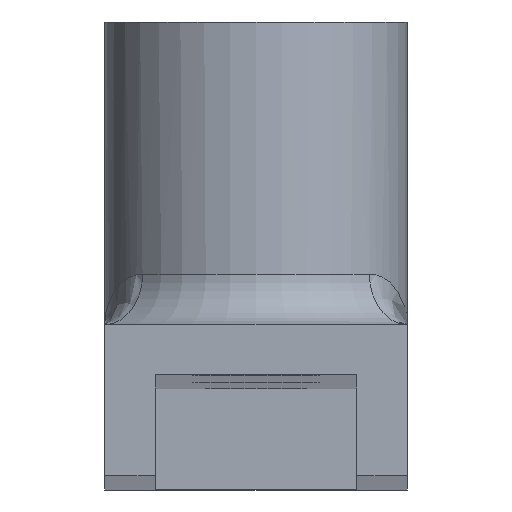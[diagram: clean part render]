
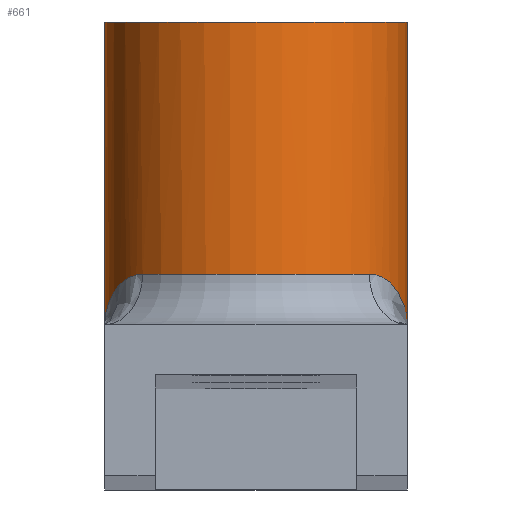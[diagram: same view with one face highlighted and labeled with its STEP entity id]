
A CAD part, top view. The second image highlights one B-rep face of the part: STEP entity #661.
In plain terms, the highlighted cylindrical face has radius 4.763 mm (diameter 9.525 mm), a full revolution.
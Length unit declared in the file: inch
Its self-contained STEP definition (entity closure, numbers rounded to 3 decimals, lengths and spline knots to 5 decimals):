
#22=CYLINDRICAL_SURFACE('',#739,0.1875);
#31=B_SPLINE_CURVE_WITH_KNOTS('',3,(#1227,#1228,#1229,#1230,#1231,#1232,
#1233,#1234),.UNSPECIFIED.,.F.,.F.,(4,2,1,1,4),(-0.00106,0.,
0.29258,0.39011,0.48764),.UNSPECIFIED.);
#32=B_SPLINE_CURVE_WITH_KNOTS('',3,(#1276,#1277,#1278,#1279,#1280,#1281,
#1282,#1283),.UNSPECIFIED.,.F.,.F.,(4,1,1,2,4),(1.06484,1.25989,
1.35742,1.55247,1.55354),.UNSPECIFIED.);
#33=B_SPLINE_CURVE_WITH_KNOTS('',3,(#1337,#1338,#1339,#1340,#1341,#1342,
#1343,#1344),.UNSPECIFIED.,.F.,.F.,(4,2,1,1,4),(-0.00106,0.,
0.19505,0.29258,0.48764),.UNSPECIFIED.);
#34=B_SPLINE_CURVE_WITH_KNOTS('',3,(#1405,#1406,#1407,#1408,#1409,#1410,
#1411,#1412,#1413,#1414,#1415,#1416),.UNSPECIFIED.,.F.,.F.,(4,1,1,1,1,1,
1,2,4),(1.06484,1.16237,1.25989,1.35742,
1.40618,1.45495,1.50371,1.55247,1.55354),
 .UNSPECIFIED.);
#61=CIRCLE('',#714,0.1875);
#64=CIRCLE('',#718,0.1875);
#78=CIRCLE('',#740,0.1875);
#117=FACE_OUTER_BOUND('',#159,.T.);
#159=EDGE_LOOP('',(#523,#524,#525,#526,#527,#528,#529,#530,#531));
#208=LINE('',#1702,#257);
#257=VECTOR('',#878,0.1875);
#297=VERTEX_POINT('',#1180);
#298=VERTEX_POINT('',#1182);
#299=VERTEX_POINT('',#1225);
#300=VERTEX_POINT('',#1275);
#302=VERTEX_POINT('',#1287);
#303=VERTEX_POINT('',#1289);
#319=VERTEX_POINT('',#1700);
#361=EDGE_CURVE('',#297,#298,#61,.T.);
#364=EDGE_CURVE('',#299,#297,#31,.T.);
#365=EDGE_CURVE('',#298,#300,#32,.T.);
#368=EDGE_CURVE('',#302,#303,#64,.T.);
#373=EDGE_CURVE('',#300,#302,#33,.T.);
#374=EDGE_CURVE('',#303,#299,#34,.T.);
#401=EDGE_CURVE('',#319,#319,#78,.T.);
#402=EDGE_CURVE('',#319,#299,#208,.T.);
#523=ORIENTED_EDGE('',*,*,#401,.F.);
#524=ORIENTED_EDGE('',*,*,#402,.T.);
#525=ORIENTED_EDGE('',*,*,#374,.F.);
#526=ORIENTED_EDGE('',*,*,#368,.F.);
#527=ORIENTED_EDGE('',*,*,#373,.F.);
#528=ORIENTED_EDGE('',*,*,#365,.F.);
#529=ORIENTED_EDGE('',*,*,#361,.F.);
#530=ORIENTED_EDGE('',*,*,#364,.F.);
#531=ORIENTED_EDGE('',*,*,#402,.F.);
#661=ADVANCED_FACE('',(#117),#22,.T.);
#714=AXIS2_PLACEMENT_3D('',#1183,#809,#810);
#718=AXIS2_PLACEMENT_3D('',#1290,#819,#820);
#739=AXIS2_PLACEMENT_3D('',#1699,#874,#875);
#740=AXIS2_PLACEMENT_3D('',#1701,#876,#877);
#809=DIRECTION('center_axis',(0.,-1.,0.));
#810=DIRECTION('ref_axis',(0.,0.,-1.));
#819=DIRECTION('center_axis',(0.,-1.,0.));
#820=DIRECTION('ref_axis',(0.,0.,1.));
#874=DIRECTION('center_axis',(0.,1.,0.));
#875=DIRECTION('ref_axis',(1.,0.,0.));
#876=DIRECTION('center_axis',(0.,1.,0.));
#877=DIRECTION('ref_axis',(1.,0.,0.));
#878=DIRECTION('',(0.,-1.,0.));
#1180=CARTESIAN_POINT('',(-0.14063,0.25,9.62598));
#1182=CARTESIAN_POINT('',(0.14063,0.25,9.62598));
#1183=CARTESIAN_POINT('Origin',(0.,0.25,9.75));
#1225=CARTESIAN_POINT('',(-0.1875,0.1875,9.75));
#1227=CARTESIAN_POINT('Ctrl Pts',(-0.1875,0.1875,9.75));
#1228=CARTESIAN_POINT('Ctrl Pts',(-0.1875,0.18756,9.74991));
#1229=CARTESIAN_POINT('Ctrl Pts',(-0.1875,0.18762,
9.74981));
#1230=CARTESIAN_POINT('Ctrl Pts',(-0.18745,0.20482,
9.72397));
#1231=CARTESIAN_POINT('Ctrl Pts',(-0.18046,0.22824,
9.68938));
#1232=CARTESIAN_POINT('Ctrl Pts',(-0.15853,0.24666,
9.64853));
#1233=CARTESIAN_POINT('Ctrl Pts',(-0.14697,0.25,9.63318));
#1234=CARTESIAN_POINT('Ctrl Pts',(-0.14063,0.25,9.62598));
#1275=CARTESIAN_POINT('',(0.1875,0.1875,9.75));
#1276=CARTESIAN_POINT('Ctrl Pts',(0.14062,0.25,9.62598));
#1277=CARTESIAN_POINT('Ctrl Pts',(0.15332,0.25,9.64038));
#1278=CARTESIAN_POINT('Ctrl Pts',(0.16865,0.24044,9.66464));
#1279=CARTESIAN_POINT('Ctrl Pts',(0.18389,0.21648,9.70669));
#1280=CARTESIAN_POINT('Ctrl Pts',(0.18747,0.19914,9.73254));
#1281=CARTESIAN_POINT('Ctrl Pts',(0.1875,0.18762,9.74981));
#1282=CARTESIAN_POINT('Ctrl Pts',(0.1875,0.18756,9.74991));
#1283=CARTESIAN_POINT('Ctrl Pts',(0.1875,0.1875,9.75));
#1287=CARTESIAN_POINT('',(0.14063,0.25,9.87402));
#1289=CARTESIAN_POINT('',(-0.14063,0.25,9.87402));
#1290=CARTESIAN_POINT('Origin',(0.,0.25,9.75));
#1337=CARTESIAN_POINT('Ctrl Pts',(0.1875,0.1875,9.75));
#1338=CARTESIAN_POINT('Ctrl Pts',(0.1875,0.18756,9.75009));
#1339=CARTESIAN_POINT('Ctrl Pts',(0.1875,0.18762,9.75019));
#1340=CARTESIAN_POINT('Ctrl Pts',(0.18747,0.19914,9.76746));
#1341=CARTESIAN_POINT('Ctrl Pts',(0.18386,0.21653,9.79334));
#1342=CARTESIAN_POINT('Ctrl Pts',(0.16867,0.24041,9.83535));
#1343=CARTESIAN_POINT('Ctrl Pts',(0.15332,0.25,9.85962));
#1344=CARTESIAN_POINT('Ctrl Pts',(0.14063,0.25,9.87402));
#1405=CARTESIAN_POINT('Ctrl Pts',(-0.14062,0.25,9.87402));
#1406=CARTESIAN_POINT('Ctrl Pts',(-0.14697,0.25,9.86682));
#1407=CARTESIAN_POINT('Ctrl Pts',(-0.15852,0.24662,
9.85145));
#1408=CARTESIAN_POINT('Ctrl Pts',(-0.1717,0.23564,9.82696));
#1409=CARTESIAN_POINT('Ctrl Pts',(-0.17935,0.22362,
9.80591));
#1410=CARTESIAN_POINT('Ctrl Pts',(-0.18358,0.21304,
9.78888));
#1411=CARTESIAN_POINT('Ctrl Pts',(-0.18583,0.20478,
9.77607));
#1412=CARTESIAN_POINT('Ctrl Pts',(-0.18719,0.19628,
9.76317));
#1413=CARTESIAN_POINT('Ctrl Pts',(-0.18749,0.19055,
9.75457));
#1414=CARTESIAN_POINT('Ctrl Pts',(-0.1875,0.18762,
9.75019));
#1415=CARTESIAN_POINT('Ctrl Pts',(-0.1875,0.18756,9.75009));
#1416=CARTESIAN_POINT('Ctrl Pts',(-0.1875,0.1875,9.75));
#1699=CARTESIAN_POINT('Origin',(0.,0.1875,9.75));
#1700=CARTESIAN_POINT('',(-0.1875,0.5625,9.75));
#1701=CARTESIAN_POINT('Origin',(0.,0.5625,9.75));
#1702=CARTESIAN_POINT('',(-0.1875,0.1875,9.75));
